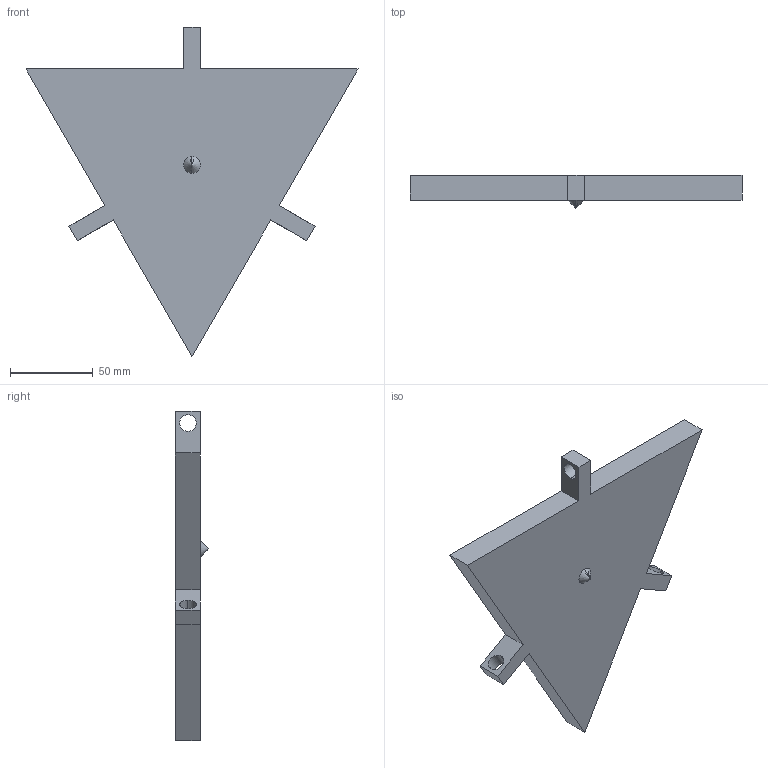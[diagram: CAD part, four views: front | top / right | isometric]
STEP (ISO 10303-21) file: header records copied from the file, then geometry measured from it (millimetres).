
FILE_DESCRIPTION (( 'STEP AP203' ), '1' );
FILE_NAME ('base_movil_Predeterminado_sldprt.STEP', '2021-06-17T20:32:52', ( '' ), ( '' ), 'SwSTEP 2.0', 'SolidWorks 2021', '' );
FILE_SCHEMA (( 'CONFIG_CONTROL_DESIGN' ));
Length unit declared in the file: millimetre
Products named in the file (1): base_movil_Predeterminado_sldprt
Bounding box: 200 x 20 x 198.21 mm (x, y, z)
Volume: 268832.3 mm3; surface area: 47894.8 mm2
Topology: 1 solids, 1 shells, 25 faces, 69 edges, 45 vertices
Faces by surface type: plane 17, cylinder 6, cone 2
Entity records: 872 total; most frequent: CARTESIAN_POINT 138, ORIENTED_EDGE 134, DIRECTION 133, EDGE_CURVE 67, VECTOR 53, LINE 53, VERTEX_POINT 45, AXIS2_PLACEMENT_3D 40
